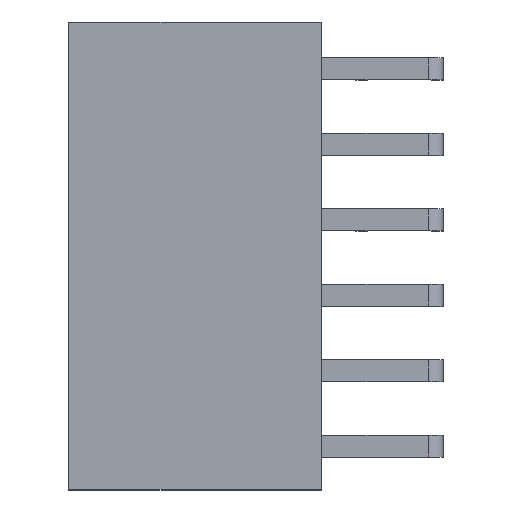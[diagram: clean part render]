
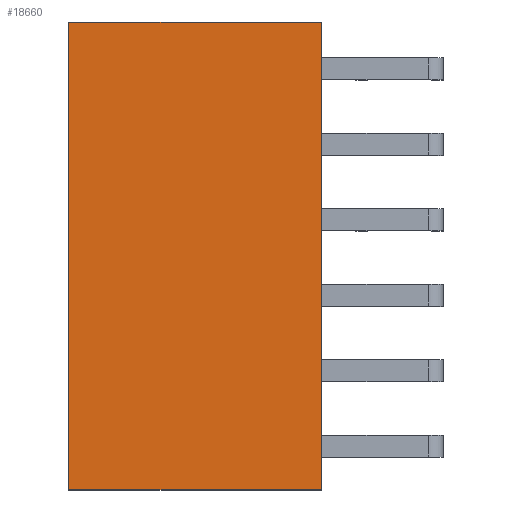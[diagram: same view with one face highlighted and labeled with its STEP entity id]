
A CAD part, top view. The second image highlights one B-rep face of the part: STEP entity #18660.
In plain terms, the highlighted face is planar.
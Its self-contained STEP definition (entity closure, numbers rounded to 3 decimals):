
#1976=ORIENTED_EDGE('',*,*,#5432,.T.);
#1977=ORIENTED_EDGE('',*,*,#5433,.T.);
#1978=ORIENTED_EDGE('',*,*,#5434,.T.);
#1979=ORIENTED_EDGE('',*,*,#5435,.T.);
#5432=EDGE_CURVE('',#7052,#7053,#8460,.T.);
#5433=EDGE_CURVE('',#7053,#7054,#8461,.T.);
#5434=EDGE_CURVE('',#7054,#7055,#8462,.T.);
#5435=EDGE_CURVE('',#7055,#7052,#8463,.T.);
#7052=VERTEX_POINT('',#26183);
#7053=VERTEX_POINT('',#26184);
#7054=VERTEX_POINT('',#26186);
#7055=VERTEX_POINT('',#26188);
#8460=LINE('',#26182,#10152);
#8461=LINE('',#26185,#10153);
#8462=LINE('',#26187,#10154);
#8463=LINE('',#26189,#10155);
#10152=VECTOR('',#21870,1000.);
#10153=VECTOR('',#21871,1000.);
#10154=VECTOR('',#21872,1000.);
#10155=VECTOR('',#21873,1000.);
#11022=EDGE_LOOP('',(#1976,#1977,#1978,#1979));
#11812=FACE_BOUND('',#11022,.T.);
#12602=PLANE('',#19481);
#18660=ADVANCED_FACE('',(#11812),#12602,.T.);
#19481=AXIS2_PLACEMENT_3D('',#26181,#21868,#21869);
#21868=DIRECTION('',(0.,1.,0.));
#21869=DIRECTION('',(0.,0.,1.));
#21870=DIRECTION('',(0.,0.,1.));
#21871=DIRECTION('',(1.,0.,0.));
#21872=DIRECTION('',(0.,0.,-1.));
#21873=DIRECTION('',(-1.,0.,0.));
#26181=CARTESIAN_POINT('',(0.,2.5,0.));
#26182=CARTESIAN_POINT('',(-7.87,2.5,-4.25));
#26183=CARTESIAN_POINT('',(-7.87,2.5,-4.25));
#26184=CARTESIAN_POINT('',(-7.87,2.5,4.25));
#26185=CARTESIAN_POINT('',(-7.87,2.5,4.25));
#26186=CARTESIAN_POINT('',(7.87,2.5,4.25));
#26187=CARTESIAN_POINT('',(7.87,2.5,4.25));
#26188=CARTESIAN_POINT('',(7.87,2.5,-4.25));
#26189=CARTESIAN_POINT('',(7.87,2.5,-4.25));
